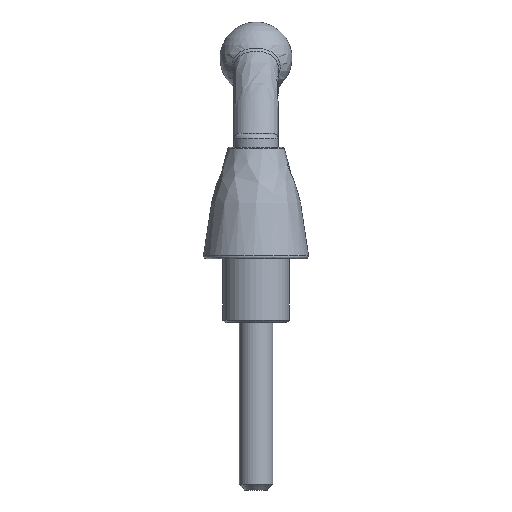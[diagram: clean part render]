
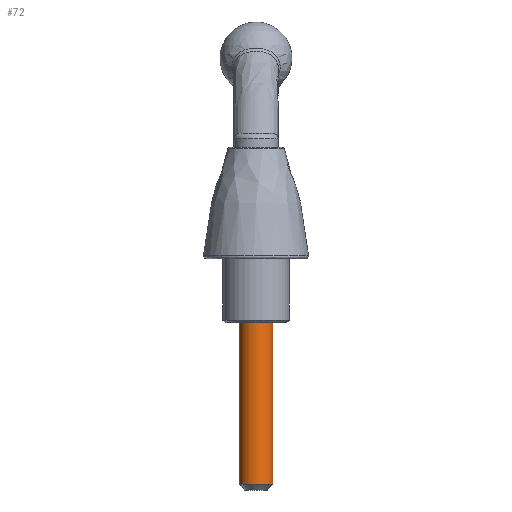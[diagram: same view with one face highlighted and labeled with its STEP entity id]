
A CAD part, left-side view. The second image highlights one B-rep face of the part: STEP entity #72.
In plain terms, the highlighted cylindrical face has radius 3 mm (diameter 6 mm), a full revolution.
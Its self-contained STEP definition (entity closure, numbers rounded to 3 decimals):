
#72 = ADVANCED_FACE( '', ( #160, #161 ), #162, .T. );
#160 = FACE_OUTER_BOUND( '', #2465, .T. );
#161 = FACE_OUTER_BOUND( '', #2466, .T. );
#162 = CYLINDRICAL_SURFACE( '', #2467, 3. );
#2465 = EDGE_LOOP( '', ( #4618 ) );
#2466 = EDGE_LOOP( '', ( #4619 ) );
#2467 = AXIS2_PLACEMENT_3D( '', #4620, #4621, #4622 );
#4618 = ORIENTED_EDGE( '', *, *, #4705, .T. );
#4619 = ORIENTED_EDGE( '', *, *, #4741, .T. );
#4620 = CARTESIAN_POINT( '', ( 0., 0., -41.5 ) );
#4621 = DIRECTION( '', ( 0., 0., -1. ) );
#4622 = DIRECTION( '', ( 0., -1., 0. ) );
#4705 = EDGE_CURVE( '', #4763, #4763, #4764, .F. );
#4741 = EDGE_CURVE( '', #4819, #4819, #4820, .F. );
#4763 = VERTEX_POINT( '', #4847 );
#4764 = CIRCLE( '', #4848, 3. );
#4819 = VERTEX_POINT( '', #6698 );
#4820 = CIRCLE( '', #6699, 3. );
#4847 = CARTESIAN_POINT( '', ( 0., 3., -40.5 ) );
#4848 = AXIS2_PLACEMENT_3D( '', #6944, #6945, #6946 );
#6698 = CARTESIAN_POINT( '', ( 0., -3., -11.5 ) );
#6699 = AXIS2_PLACEMENT_3D( '', #6978, #6979, #6980 );
#6944 = CARTESIAN_POINT( '', ( 0., 0., -40.5 ) );
#6945 = DIRECTION( '', ( 0., 0., -1. ) );
#6946 = DIRECTION( '', ( 0., 1., 0. ) );
#6978 = CARTESIAN_POINT( '', ( 0., 0., -11.5 ) );
#6979 = DIRECTION( '', ( 0., 0., 1. ) );
#6980 = DIRECTION( '', ( 0., -1., 0. ) );
